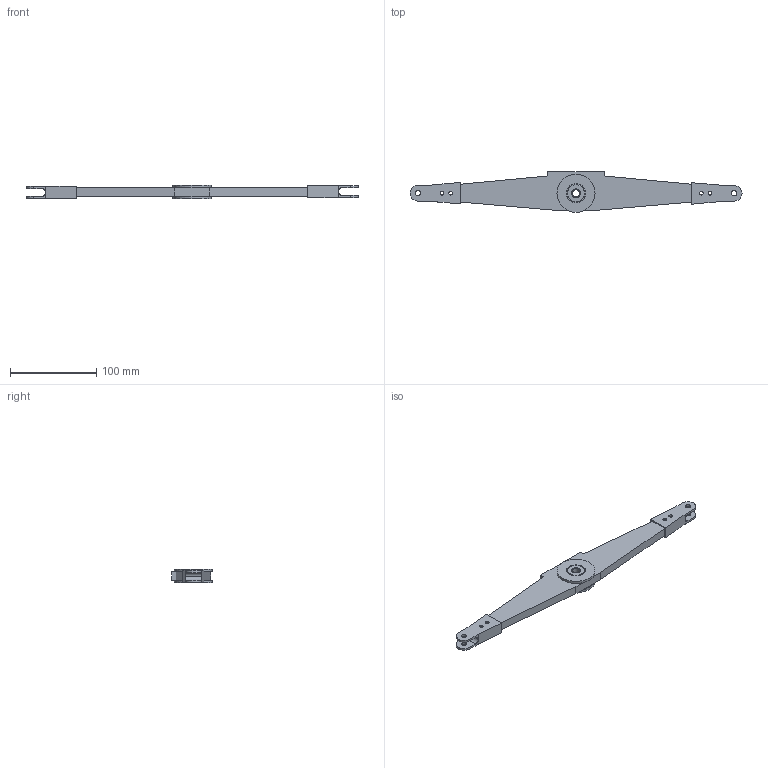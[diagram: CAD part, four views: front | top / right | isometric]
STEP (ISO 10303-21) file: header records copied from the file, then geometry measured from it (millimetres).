
FILE_DESCRIPTION(/* description */ (''),/* implementation_level */ '2;1');
FILE_NAME(/* name */ 'Bielle sup v33.stp',/* time_stamp */ '2020-12-11T16:26:49+01:00',/* author */ (''),/* organization */ (''),/* preprocessor_version */ 'ST-DEVELOPER v18.1',/* originating_system */ 'Autodesk Translation Framework v9.7.1.1290',/* authorisation */ '');
FILE_SCHEMA (('AUTOMOTIVE_DESIGN { 1 0 10303 214 3 1 1 }'));
Length unit declared in the file: millimetre
Products named in the file (6): Bielle sup; Grande Bielle; Fixation rotule; Rolling v2; Axe centrale V2; Rolling v2 (1)
Assembly tree (7 placements, depth 2):
  Bielle sup
    Grande Bielle
    Fixation rotule  x2
    Axe centrale V2  x2
    Rolling v2
    Rolling v2 (1)
Bounding box: 384 x 47 x 16 mm (x, y, z)
Volume: 120000.4 mm3; surface area: 51327.1 mm2
Topology: 7 solids, 7 shells, 146 faces, 342 edges, 224 vertices
Faces by surface type: plane 76, cylinder 46, torus 24
Full cylindrical faces by diameter (mm): 4.2 x12, 6.2 x4, 8 x2, 15 x2, 22 x2, 22.2 x2, 44 x2
Entity records: 3354 total; most frequent: DIRECTION 608, CARTESIAN_POINT 523, ORIENTED_EDGE 488, AXIS2_PLACEMENT_3D 245, EDGE_CURVE 244, VERTEX_POINT 160, EDGE_LOOP 144, CIRCLE 122
